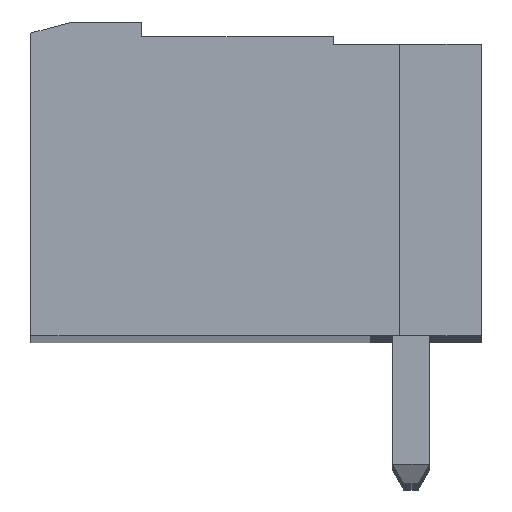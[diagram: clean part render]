
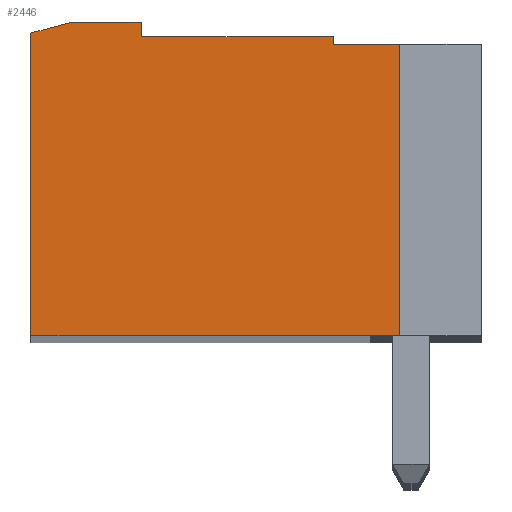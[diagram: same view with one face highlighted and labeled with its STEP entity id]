
A CAD part, top view. The second image highlights one B-rep face of the part: STEP entity #2446.
In plain terms, the highlighted planar face has unit normal (0, 0, 1).
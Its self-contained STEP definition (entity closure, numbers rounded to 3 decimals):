
#2446 = ADVANCED_FACE( '', ( #5415 ), #5416, .T. );
#5415 = FACE_OUTER_BOUND( '', #8917, .T. );
#5416 = PLANE( '', #8918 );
#8917 = EDGE_LOOP( '', ( #16355, #16356, #16357, #16358, #16359, #16360, #16361, #16362, #16363 ) );
#8918 = AXIS2_PLACEMENT_3D( '', #16364, #16365, #16366 );
#16355 = ORIENTED_EDGE( '', *, *, #22983, .F. );
#16356 = ORIENTED_EDGE( '', *, *, #23223, .F. );
#16357 = ORIENTED_EDGE( '', *, *, #23819, .F. );
#16358 = ORIENTED_EDGE( '', *, *, #23213, .F. );
#16359 = ORIENTED_EDGE( '', *, *, #23820, .F. );
#16360 = ORIENTED_EDGE( '', *, *, #23821, .F. );
#16361 = ORIENTED_EDGE( '', *, *, #23822, .F. );
#16362 = ORIENTED_EDGE( '', *, *, #23823, .F. );
#16363 = ORIENTED_EDGE( '', *, *, #22609, .F. );
#16364 = CARTESIAN_POINT( '', ( 204.225, 204.11, 92.44 ) );
#16365 = DIRECTION( '', ( 0., 0., 1. ) );
#16366 = DIRECTION( '', ( 0., 1., 0. ) );
#22609 = EDGE_CURVE( '', #27885, #27887, #27888, .T. );
#22983 = EDGE_CURVE( '', #28482, #27885, #28484, .T. );
#23213 = EDGE_CURVE( '', #28794, #28792, #28796, .T. );
#23223 = EDGE_CURVE( '', #28807, #28482, #28810, .T. );
#23819 = EDGE_CURVE( '', #28792, #28807, #29602, .T. );
#23820 = EDGE_CURVE( '', #29603, #28794, #29604, .T. );
#23821 = EDGE_CURVE( '', #29605, #29603, #29606, .T. );
#23822 = EDGE_CURVE( '', #29607, #29605, #29608, .T. );
#23823 = EDGE_CURVE( '', #27887, #29607, #29609, .T. );
#27885 = VERTEX_POINT( '', #35233 );
#27887 = VERTEX_POINT( '', #35236 );
#27888 = LINE( '', #35237, #35238 );
#28482 = VERTEX_POINT( '', #36124 );
#28484 = LINE( '', #36127, #36128 );
#28792 = VERTEX_POINT( '', #36603 );
#28794 = VERTEX_POINT( '', #36606 );
#28796 = LINE( '', #36609, #36610 );
#28807 = VERTEX_POINT( '', #36626 );
#28810 = LINE( '', #36630, #36631 );
#29602 = LINE( '', #37850, #37851 );
#29603 = VERTEX_POINT( '', #37852 );
#29604 = LINE( '', #37853, #37854 );
#29605 = VERTEX_POINT( '', #37855 );
#29606 = LINE( '', #37856, #37857 );
#29607 = VERTEX_POINT( '', #37858 );
#29608 = LINE( '', #37859, #37860 );
#29609 = LINE( '', #37861, #37862 );
#35233 = CARTESIAN_POINT( '', ( 194.225, 196.21, 92.44 ) );
#35236 = CARTESIAN_POINT( '', ( 194.225, 204.41, 92.44 ) );
#35237 = CARTESIAN_POINT( '', ( 194.225, 204.41, 92.44 ) );
#35238 = VECTOR( '', #41141, 1000. );
#36124 = CARTESIAN_POINT( '', ( 204.225, 196.21, 92.44 ) );
#36127 = CARTESIAN_POINT( '', ( 194.225, 196.21, 92.44 ) );
#36128 = VECTOR( '', #41546, 1000. );
#36603 = CARTESIAN_POINT( '', ( 202.425, 204.11, 92.44 ) );
#36606 = CARTESIAN_POINT( '', ( 202.425, 204.31, 92.44 ) );
#36609 = CARTESIAN_POINT( '', ( 202.425, 204.11, 92.44 ) );
#36610 = VECTOR( '', #41713, 1000. );
#36626 = CARTESIAN_POINT( '', ( 204.225, 204.11, 92.44 ) );
#36630 = CARTESIAN_POINT( '', ( 204.225, 196.21, 92.44 ) );
#36631 = VECTOR( '', #41720, 1000. );
#37850 = CARTESIAN_POINT( '', ( 204.225, 204.11, 92.44 ) );
#37851 = VECTOR( '', #42166, 1000. );
#37852 = CARTESIAN_POINT( '', ( 197.225, 204.31, 92.44 ) );
#37853 = CARTESIAN_POINT( '', ( 202.425, 204.31, 92.44 ) );
#37854 = VECTOR( '', #42167, 1000. );
#37855 = CARTESIAN_POINT( '', ( 197.225, 204.71, 92.44 ) );
#37856 = CARTESIAN_POINT( '', ( 197.225, 204.31, 92.44 ) );
#37857 = VECTOR( '', #42168, 1000. );
#37858 = CARTESIAN_POINT( '', ( 195.345, 204.71, 92.44 ) );
#37859 = CARTESIAN_POINT( '', ( 197.225, 204.71, 92.44 ) );
#37860 = VECTOR( '', #42169, 1000. );
#37861 = CARTESIAN_POINT( '', ( 195.345, 204.71, 92.44 ) );
#37862 = VECTOR( '', #42170, 1000. );
#41141 = DIRECTION( '', ( 0., 1., 0. ) );
#41546 = DIRECTION( '', ( -1., 0., 0. ) );
#41713 = DIRECTION( '', ( 0., -1., 0. ) );
#41720 = DIRECTION( '', ( 0., -1., 0. ) );
#42166 = DIRECTION( '', ( 1., 0., 0. ) );
#42167 = DIRECTION( '', ( 1., 0., 0. ) );
#42168 = DIRECTION( '', ( 0., -1., 0. ) );
#42169 = DIRECTION( '', ( 1., 0., 0. ) );
#42170 = DIRECTION( '', ( 0.966, 0.259, 0. ) );
